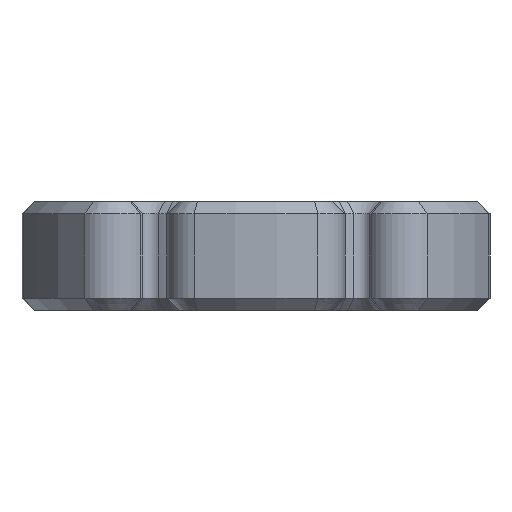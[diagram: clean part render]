
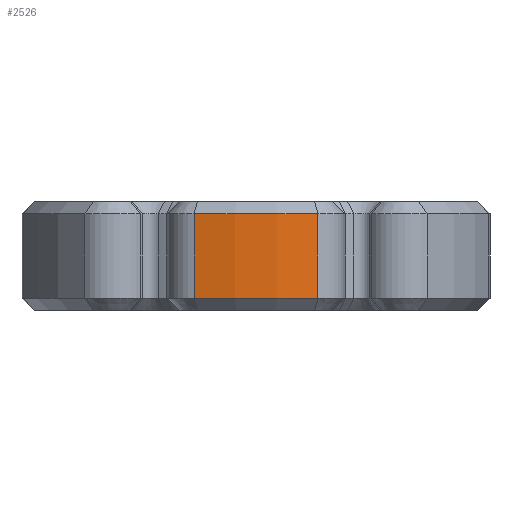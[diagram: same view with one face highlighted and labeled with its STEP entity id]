
A CAD part, left-side view. The second image highlights one B-rep face of the part: STEP entity #2526.
In plain terms, the highlighted cylindrical face has radius 20 mm (diameter 40 mm), a partial arc.
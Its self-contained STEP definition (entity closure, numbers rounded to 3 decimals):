
#198=FACE_OUTER_BOUND('',#361,.T.);
#361=EDGE_LOOP('',(#1966,#1967,#1968,#1969));
#566=CIRCLE('',#2797,20.);
#577=CIRCLE('',#2816,20.);
#737=LINE('',#6135,#935);
#738=LINE('',#6138,#936);
#935=VECTOR('',#3395,10.);
#936=VECTOR('',#3398,10.);
#1203=VERTEX_POINT('',#6083);
#1205=VERTEX_POINT('',#6089);
#1219=VERTEX_POINT('',#6134);
#1220=VERTEX_POINT('',#6136);
#1484=EDGE_CURVE('',#1203,#1205,#566,.T.);
#1505=EDGE_CURVE('',#1219,#1203,#737,.T.);
#1506=EDGE_CURVE('',#1220,#1219,#577,.T.);
#1507=EDGE_CURVE('',#1205,#1220,#738,.T.);
#1966=ORIENTED_EDGE('',*,*,#1484,.F.);
#1967=ORIENTED_EDGE('',*,*,#1505,.F.);
#1968=ORIENTED_EDGE('',*,*,#1506,.F.);
#1969=ORIENTED_EDGE('',*,*,#1507,.F.);
#2426=CYLINDRICAL_SURFACE('',#2815,20.);
#2526=ADVANCED_FACE('',(#198),#2426,.T.);
#2797=AXIS2_PLACEMENT_3D('',#6093,#3347,#3348);
#2815=AXIS2_PLACEMENT_3D('',#6133,#3393,#3394);
#2816=AXIS2_PLACEMENT_3D('',#6137,#3396,#3397);
#3347=DIRECTION('center_axis',(0.,0.,1.));
#3348=DIRECTION('ref_axis',(-1.,0.,0.));
#3393=DIRECTION('center_axis',(0.,0.,1.));
#3394=DIRECTION('ref_axis',(-1.,0.,0.));
#3395=DIRECTION('',(0.,0.,1.));
#3396=DIRECTION('center_axis',(0.,0.,-1.));
#3397=DIRECTION('ref_axis',(-1.,0.,0.));
#3398=DIRECTION('',(0.,0.,-1.));
#6083=CARTESIAN_POINT('',(-19.333,5.121,23.5));
#6089=CARTESIAN_POINT('',(-19.333,-5.121,23.5));
#6093=CARTESIAN_POINT('Origin',(0.,0.,23.5));
#6133=CARTESIAN_POINT('Origin',(0.,0.,16.));
#6134=CARTESIAN_POINT('',(-19.333,5.121,16.5));
#6135=CARTESIAN_POINT('',(-19.333,5.121,16.));
#6136=CARTESIAN_POINT('',(-19.333,-5.121,16.5));
#6137=CARTESIAN_POINT('Origin',(0.,0.,16.5));
#6138=CARTESIAN_POINT('',(-19.333,-5.121,16.));
